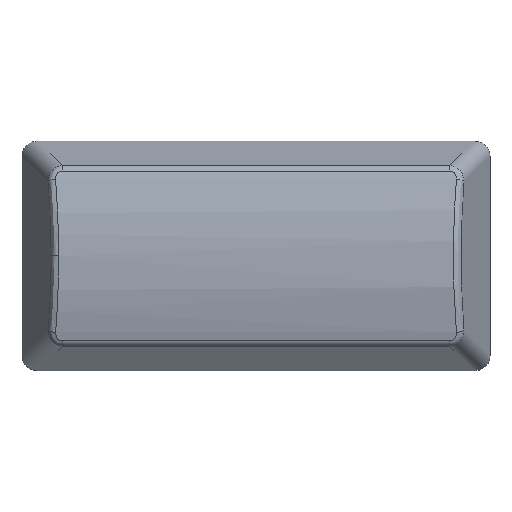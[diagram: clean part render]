
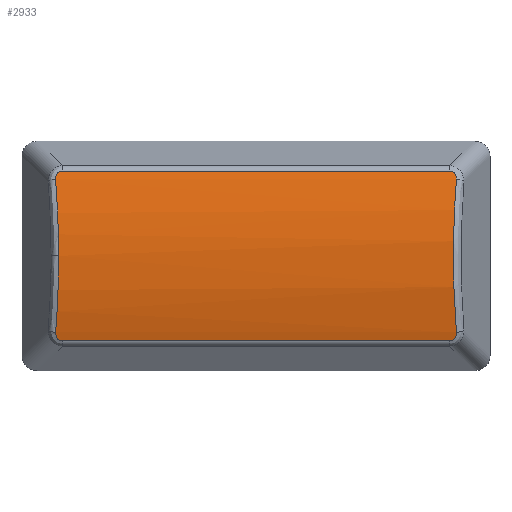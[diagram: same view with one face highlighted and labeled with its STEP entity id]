
A CAD part, top view. The second image highlights one B-rep face of the part: STEP entity #2933.
In plain terms, the highlighted cylindrical face has radius 25.596 mm (diameter 51.191 mm), a partial arc.
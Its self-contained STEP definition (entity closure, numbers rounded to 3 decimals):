
#2805=CARTESIAN_POINT('',(-749.764,143.35,-18.096));
#2806=DIRECTION('',(1.,0.,0.));
#2807=DIRECTION('',(0.,0.,-1.));
#2808=AXIS2_PLACEMENT_3D('',#2805,#2806,#2807);
#2809=CYLINDRICAL_SURFACE('',#2808,25.596);
#2810=CARTESIAN_POINT('',(70.273,150.12,6.589));
#2811=VERTEX_POINT('',#2810);
#2812=CARTESIAN_POINT('',(69.732,149.457,6.761));
#2813=VERTEX_POINT('',#2812);
#2814=CARTESIAN_POINT('',(70.273,150.12,6.589));
#2815=CARTESIAN_POINT('',(70.192,150.12,6.589));
#2816=CARTESIAN_POINT('',(70.111,150.102,6.593));
#2817=CARTESIAN_POINT('',(70.038,150.067,6.603));
#2818=CARTESIAN_POINT('',(69.965,150.031,6.613));
#2819=CARTESIAN_POINT('',(69.902,149.978,6.627));
#2820=CARTESIAN_POINT('',(69.853,149.913,6.644));
#2821=CARTESIAN_POINT('',(69.804,149.849,6.661));
#2822=CARTESIAN_POINT('',(69.771,149.775,6.681));
#2823=CARTESIAN_POINT('',(69.751,149.696,6.701));
#2824=CARTESIAN_POINT('',(69.731,149.617,6.721));
#2825=CARTESIAN_POINT('',(69.726,149.537,6.741));
#2826=CARTESIAN_POINT('',(69.732,149.457,6.761));
#2827=B_SPLINE_CURVE_WITH_KNOTS('',3,(#2814,#2815,#2816,#2817,#2818,#2819,#2820,#2821,#2822,#2823,#2824,#2825,#2826),.UNSPECIFIED.,.F.,.F.,(4,3,3,3,4),(0.002,0.002,0.002,0.003,0.003),.UNSPECIFIED.);
#2828=EDGE_CURVE('',#2811,#2813,#2827,.T.);
#2829=ORIENTED_EDGE('',*,*,#2828,.T.);
#2830=CARTESIAN_POINT('',(69.969,143.35,7.5));
#2831=VERTEX_POINT('',#2830);
#2832=CARTESIAN_POINT('',(61.755,143.35,-18.096));
#2833=DIRECTION('',(0.952,-0.,-0.306));
#2834=DIRECTION('',(0.306,0.,0.952));
#2835=AXIS2_PLACEMENT_3D('',#2832,#2833,#2834);
#2836=ELLIPSE('',#2835,26.881,25.596);
#2837=EDGE_CURVE('',#2813,#2831,#2836,.T.);
#2838=ORIENTED_EDGE('',*,*,#2837,.T.);
#2839=CARTESIAN_POINT('',(69.732,137.243,6.761));
#2840=VERTEX_POINT('',#2839);
#2841=CARTESIAN_POINT('',(61.755,143.35,-18.096));
#2842=DIRECTION('',(0.952,-0.,-0.306));
#2843=DIRECTION('',(0.306,0.,0.952));
#2844=AXIS2_PLACEMENT_3D('',#2841,#2842,#2843);
#2845=ELLIPSE('',#2844,26.881,25.596);
#2846=EDGE_CURVE('',#2831,#2840,#2845,.T.);
#2847=ORIENTED_EDGE('',*,*,#2846,.T.);
#2848=CARTESIAN_POINT('',(70.273,136.58,6.589));
#2849=VERTEX_POINT('',#2848);
#2850=CARTESIAN_POINT('',(69.732,137.243,6.761));
#2851=CARTESIAN_POINT('',(69.726,137.163,6.741));
#2852=CARTESIAN_POINT('',(69.731,137.083,6.721));
#2853=CARTESIAN_POINT('',(69.751,137.004,6.701));
#2854=CARTESIAN_POINT('',(69.771,136.925,6.681));
#2855=CARTESIAN_POINT('',(69.804,136.851,6.661));
#2856=CARTESIAN_POINT('',(69.853,136.787,6.644));
#2857=CARTESIAN_POINT('',(69.902,136.722,6.627));
#2858=CARTESIAN_POINT('',(69.965,136.669,6.613));
#2859=CARTESIAN_POINT('',(70.038,136.633,6.603));
#2860=CARTESIAN_POINT('',(70.111,136.598,6.593));
#2861=CARTESIAN_POINT('',(70.192,136.58,6.589));
#2862=CARTESIAN_POINT('',(70.273,136.58,6.589));
#2863=B_SPLINE_CURVE_WITH_KNOTS('',3,(#2850,#2851,#2852,#2853,#2854,#2855,#2856,#2857,#2858,#2859,#2860,#2861,#2862),.UNSPECIFIED.,.F.,.F.,(4,3,3,3,4),(0.002,0.002,0.002,0.003,0.003),.UNSPECIFIED.);
#2864=EDGE_CURVE('',#2840,#2849,#2863,.T.);
#2865=ORIENTED_EDGE('',*,*,#2864,.T.);
#2866=CARTESIAN_POINT('',(101.177,136.58,6.589));
#2867=VERTEX_POINT('',#2866);
#2868=CARTESIAN_POINT('',(70.273,136.58,6.589));
#2869=DIRECTION('',(1.,0.,0.));
#2870=VECTOR('',#2869,30.904);
#2871=LINE('',#2868,#2870);
#2872=EDGE_CURVE('',#2849,#2867,#2871,.T.);
#2873=ORIENTED_EDGE('',*,*,#2872,.T.);
#2874=CARTESIAN_POINT('',(101.718,137.243,6.761));
#2875=VERTEX_POINT('',#2874);
#2876=CARTESIAN_POINT('',(101.177,136.58,6.589));
#2877=CARTESIAN_POINT('',(101.258,136.58,6.589));
#2878=CARTESIAN_POINT('',(101.338,136.597,6.593));
#2879=CARTESIAN_POINT('',(101.412,136.633,6.603));
#2880=CARTESIAN_POINT('',(101.449,136.651,6.608));
#2881=CARTESIAN_POINT('',(101.482,136.673,6.614));
#2882=CARTESIAN_POINT('',(101.513,136.699,6.621));
#2883=CARTESIAN_POINT('',(101.544,136.725,6.628));
#2884=CARTESIAN_POINT('',(101.573,136.754,6.636));
#2885=CARTESIAN_POINT('',(101.597,136.786,6.644));
#2886=CARTESIAN_POINT('',(101.645,136.85,6.661));
#2887=CARTESIAN_POINT('',(101.679,136.925,6.681));
#2888=CARTESIAN_POINT('',(101.699,137.003,6.701));
#2889=CARTESIAN_POINT('',(101.718,137.081,6.721));
#2890=CARTESIAN_POINT('',(101.724,137.163,6.741));
#2891=CARTESIAN_POINT('',(101.718,137.243,6.761));
#2892=B_SPLINE_CURVE_WITH_KNOTS('',3,(#2876,#2877,#2878,#2879,#2880,#2881,#2882,#2883,#2884,#2885,#2886,#2887,#2888,#2889,#2890,#2891),.UNSPECIFIED.,.F.,.F.,(4,3,3,3,3,4),(0.002,0.002,0.002,0.002,0.003,0.003),.UNSPECIFIED.);
#2893=EDGE_CURVE('',#2867,#2875,#2892,.T.);
#2894=ORIENTED_EDGE('',*,*,#2893,.T.);
#2895=CARTESIAN_POINT('',(101.718,149.457,6.761));
#2896=VERTEX_POINT('',#2895);
#2897=CARTESIAN_POINT('',(109.695,143.35,-18.096));
#2898=DIRECTION('',(-0.952,-0.,-0.306));
#2899=DIRECTION('',(0.306,0.,-0.952));
#2900=AXIS2_PLACEMENT_3D('',#2897,#2898,#2899);
#2901=ELLIPSE('',#2900,26.881,25.596);
#2902=EDGE_CURVE('',#2875,#2896,#2901,.T.);
#2903=ORIENTED_EDGE('',*,*,#2902,.T.);
#2904=CARTESIAN_POINT('',(101.177,150.12,6.589));
#2905=VERTEX_POINT('',#2904);
#2906=CARTESIAN_POINT('',(101.718,149.457,6.761));
#2907=CARTESIAN_POINT('',(101.724,149.537,6.741));
#2908=CARTESIAN_POINT('',(101.718,149.619,6.721));
#2909=CARTESIAN_POINT('',(101.699,149.697,6.701));
#2910=CARTESIAN_POINT('',(101.679,149.775,6.681));
#2911=CARTESIAN_POINT('',(101.645,149.85,6.661));
#2912=CARTESIAN_POINT('',(101.597,149.914,6.644));
#2913=CARTESIAN_POINT('',(101.573,149.946,6.636));
#2914=CARTESIAN_POINT('',(101.544,149.975,6.628));
#2915=CARTESIAN_POINT('',(101.513,150.001,6.621));
#2916=CARTESIAN_POINT('',(101.482,150.027,6.614));
#2917=CARTESIAN_POINT('',(101.449,150.049,6.608));
#2918=CARTESIAN_POINT('',(101.412,150.067,6.603));
#2919=CARTESIAN_POINT('',(101.338,150.103,6.593));
#2920=CARTESIAN_POINT('',(101.258,150.12,6.589));
#2921=CARTESIAN_POINT('',(101.177,150.12,6.589));
#2922=B_SPLINE_CURVE_WITH_KNOTS('',3,(#2906,#2907,#2908,#2909,#2910,#2911,#2912,#2913,#2914,#2915,#2916,#2917,#2918,#2919,#2920,#2921),.UNSPECIFIED.,.F.,.F.,(4,3,3,3,3,4),(0.002,0.002,0.002,0.002,0.003,0.003),.UNSPECIFIED.);
#2923=EDGE_CURVE('',#2896,#2905,#2922,.T.);
#2924=ORIENTED_EDGE('',*,*,#2923,.T.);
#2925=CARTESIAN_POINT('',(101.177,150.12,6.589));
#2926=DIRECTION('',(-1.,-0.,-0.));
#2927=VECTOR('',#2926,30.904);
#2928=LINE('',#2925,#2927);
#2929=EDGE_CURVE('',#2905,#2811,#2928,.T.);
#2930=ORIENTED_EDGE('',*,*,#2929,.T.);
#2931=EDGE_LOOP('',(#2829,#2838,#2847,#2865,#2873,#2894,#2903,#2924,#2930));
#2932=FACE_BOUND('',#2931,.T.);
#2933=ADVANCED_FACE('',(#2932),#2809,.T.);
